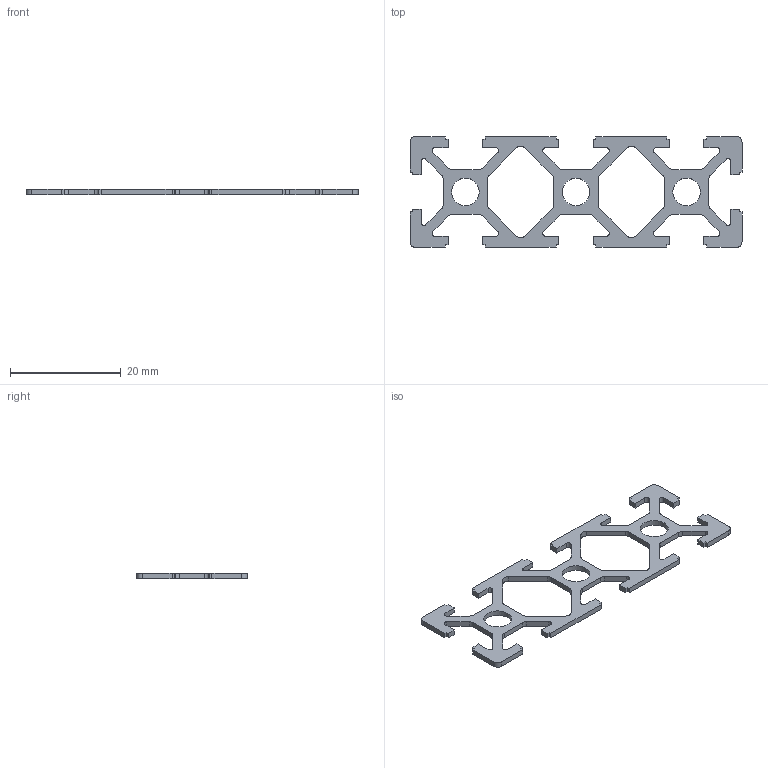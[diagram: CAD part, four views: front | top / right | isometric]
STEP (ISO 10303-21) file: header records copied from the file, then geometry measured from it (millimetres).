
FILE_DESCRIPTION(/* description */ ('STEP AP203'),/* implementation_level */ '2;1');
FILE_NAME(/* name */ 'PG2060.stp',/* time_stamp */ '2022-07-12T11:54:12+02:00',/* author */ ('daniele.berto'),/* organization */ ('Microsoft'),/* preprocessor_version */ 'ST-DEVELOPER v18.1',/* originating_system */ 'Autodesk Inventor 2021',/* authorisation */ '');
FILE_SCHEMA (('AUTOMOTIVE_DESIGN { 1 0 10303 214 3 1 1 }'));
Length unit declared in the file: millimetre
Products named in the file (1): PG2060
Bounding box: 60 x 20 x 1 mm (x, y, z)
Volume: 465.9 mm3; surface area: 1379 mm2
Topology: 1 solids, 1 shells, 165 faces, 489 edges, 326 vertices
Faces by surface type: plane 114, cylinder 51
Full cylindrical faces by diameter (mm): 5 x3
Entity records: 5566 total; most frequent: CARTESIAN_POINT 981, ORIENTED_EDGE 978, DIRECTION 923, EDGE_CURVE 489, LINE 387, VECTOR 387, VERTEX_POINT 326, AXIS2_PLACEMENT_3D 268
